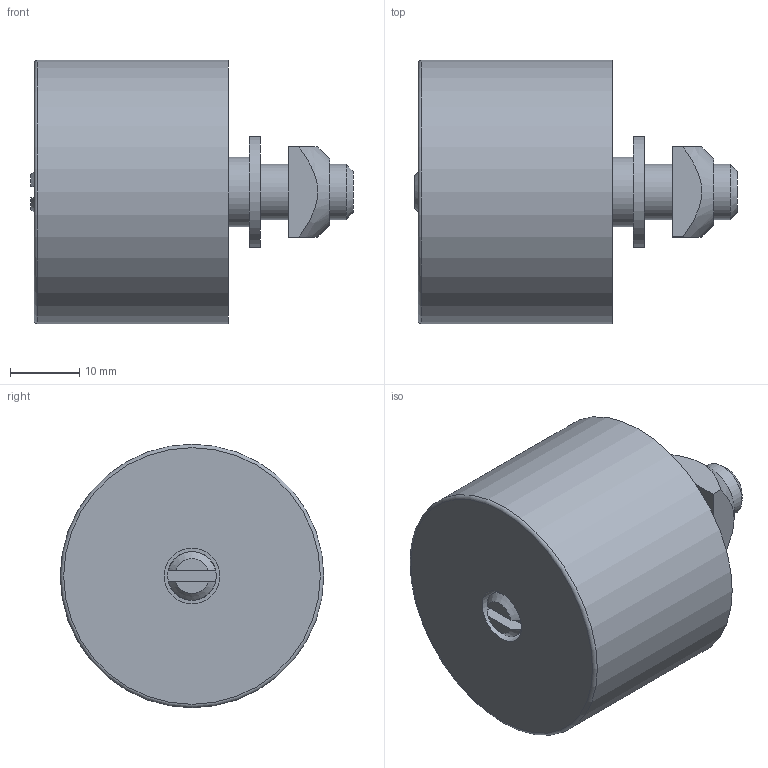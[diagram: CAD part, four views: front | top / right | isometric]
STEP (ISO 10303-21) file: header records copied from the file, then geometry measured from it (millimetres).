
FILE_DESCRIPTION((''),'2;1');
FILE_NAME('700114.ipt.stp','2010-09-05T12:23:20',(''),(''),'Autodesk Inventor 2010','Autodesk Inventor 2010','');
FILE_SCHEMA(('AUTOMOTIVE_DESIGN { 1 0 10303 214 1 1 1 1 }'));
Length unit declared in the file: millimetre
Products named in the file (1): 700114
Bounding box: 46.5 x 38 x 38 mm (x, y, z)
Volume: 30636.2 mm3; surface area: 16193.8 mm2
Topology: 6 solids, 6 shells, 68 faces, 175 edges, 115 vertices
Faces by surface type: plane 26, cylinder 17, torus 15, sphere 5, cone 4, bspline 1
Full cylindrical faces by diameter (mm): 7 x1, 8 x2, 8.4 x1, 10 x2, 11 x1, 16 x1, 16.4 x2, 23.6 x2, 30 x2, 32 x2, 38 x1
Entity records: 2398 total; most frequent: CARTESIAN_POINT 858, DIRECTION 280, ORIENTED_EDGE 256, AXIS2_PLACEMENT_3D 132, EDGE_CURVE 128, EDGE_LOOP 114, VERTEX_POINT 98, STYLED_ITEM 74
